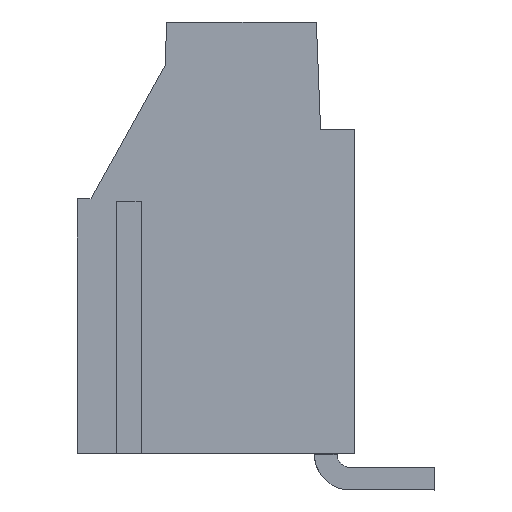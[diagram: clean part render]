
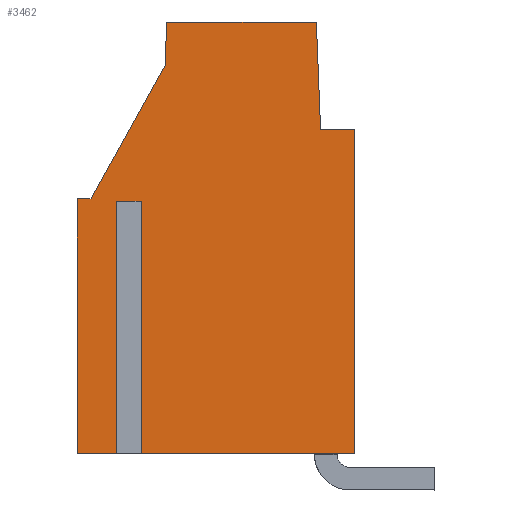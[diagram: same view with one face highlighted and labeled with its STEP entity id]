
A CAD part, left-side view. The second image highlights one B-rep face of the part: STEP entity #3462.
In plain terms, the highlighted planar face has unit normal (-1, 0, 0).
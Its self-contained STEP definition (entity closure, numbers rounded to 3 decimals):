
#3363=AXIS2_PLACEMENT_3D('Plane Axis2P3D',#3360,#3361,#3362) ;
#3263=CARTESIAN_POINT('Line Origine',(0.65,7.676,18.57)) ;
#3267=CARTESIAN_POINT('Vertex',(0.65,10.646,18.57)) ;
#3269=CARTESIAN_POINT('Vertex',(0.65,4.705,18.57)) ;
#3360=CARTESIAN_POINT('Axis2P3D Location',(0.65,-1.268,0.)) ;
#3365=CARTESIAN_POINT('Line Origine',(0.65,12.35,6.45)) ;
#3369=CARTESIAN_POINT('Vertex',(0.65,12.35,1.45)) ;
#3371=CARTESIAN_POINT('Vertex',(0.65,12.35,11.45)) ;
#3374=CARTESIAN_POINT('Line Origine',(0.65,12.15,11.45)) ;
#3378=CARTESIAN_POINT('Vertex',(0.65,11.95,11.45)) ;
#3381=CARTESIAN_POINT('Line Origine',(0.65,11.95,6.45)) ;
#3385=CARTESIAN_POINT('Vertex',(0.65,11.95,1.45)) ;
#3388=CARTESIAN_POINT('Line Origine',(0.65,7.575,1.45)) ;
#3392=CARTESIAN_POINT('Vertex',(0.65,3.2,1.45)) ;
#3395=CARTESIAN_POINT('Line Origine',(0.65,3.2,7.875)) ;
#3399=CARTESIAN_POINT('Vertex',(0.65,3.2,14.3)) ;
#3402=CARTESIAN_POINT('Line Origine',(0.65,3.869,14.3)) ;
#3406=CARTESIAN_POINT('Vertex',(0.65,4.538,14.3)) ;
#3409=CARTESIAN_POINT('Line Origine',(0.65,4.622,16.435)) ;
#3414=CARTESIAN_POINT('Line Origine',(0.65,10.676,17.71)) ;
#3418=CARTESIAN_POINT('Vertex',(0.65,10.706,16.849)) ;
#3421=CARTESIAN_POINT('Line Origine',(0.65,12.176,14.2)) ;
#3425=CARTESIAN_POINT('Vertex',(0.65,13.645,11.55)) ;
#3428=CARTESIAN_POINT('Line Origine',(0.65,13.923,11.55)) ;
#3432=CARTESIAN_POINT('Vertex',(0.65,14.2,11.55)) ;
#3435=CARTESIAN_POINT('Line Origine',(0.65,14.2,6.5)) ;
#3439=CARTESIAN_POINT('Vertex',(0.65,14.2,1.45)) ;
#3442=CARTESIAN_POINT('Line Origine',(0.65,13.275,1.45)) ;
#3264=DIRECTION('Vector Direction',(0.,1.,0.)) ;
#3361=DIRECTION('Axis2P3D Direction',(1.,0.,0.)) ;
#3362=DIRECTION('Axis2P3D XDirection',(0.,1.,0.)) ;
#3366=DIRECTION('Vector Direction',(0.,0.,1.)) ;
#3375=DIRECTION('Vector Direction',(0.,-1.,0.)) ;
#3382=DIRECTION('Vector Direction',(0.,0.,1.)) ;
#3389=DIRECTION('Vector Direction',(0.,1.,0.)) ;
#3396=DIRECTION('Vector Direction',(0.,0.,1.)) ;
#3403=DIRECTION('Vector Direction',(0.,1.,0.)) ;
#3410=DIRECTION('Vector Direction',(0.,-0.039,-0.999)) ;
#3415=DIRECTION('Vector Direction',(0.,0.035,-0.999)) ;
#3422=DIRECTION('Vector Direction',(0.,-0.485,0.875)) ;
#3429=DIRECTION('Vector Direction',(0.,-1.,0.)) ;
#3436=DIRECTION('Vector Direction',(0.,0.,-1.)) ;
#3443=DIRECTION('Vector Direction',(0.,1.,0.)) ;
#3265=VECTOR('Line Direction',#3264,1.) ;
#3367=VECTOR('Line Direction',#3366,1.) ;
#3376=VECTOR('Line Direction',#3375,1.) ;
#3383=VECTOR('Line Direction',#3382,1.) ;
#3390=VECTOR('Line Direction',#3389,1.) ;
#3397=VECTOR('Line Direction',#3396,1.) ;
#3404=VECTOR('Line Direction',#3403,1.) ;
#3411=VECTOR('Line Direction',#3410,1.) ;
#3416=VECTOR('Line Direction',#3415,1.) ;
#3423=VECTOR('Line Direction',#3422,1.) ;
#3430=VECTOR('Line Direction',#3429,1.) ;
#3437=VECTOR('Line Direction',#3436,1.) ;
#3444=VECTOR('Line Direction',#3443,1.) ;
#3448=ORIENTED_EDGE('',*,*,#3373,.T.) ;
#3449=ORIENTED_EDGE('',*,*,#3380,.T.) ;
#3450=ORIENTED_EDGE('',*,*,#3387,.F.) ;
#3451=ORIENTED_EDGE('',*,*,#3394,.F.) ;
#3452=ORIENTED_EDGE('',*,*,#3401,.F.) ;
#3453=ORIENTED_EDGE('',*,*,#3408,.F.) ;
#3454=ORIENTED_EDGE('',*,*,#3413,.F.) ;
#3455=ORIENTED_EDGE('',*,*,#3271,.F.) ;
#3456=ORIENTED_EDGE('',*,*,#3420,.F.) ;
#3457=ORIENTED_EDGE('',*,*,#3427,.F.) ;
#3458=ORIENTED_EDGE('',*,*,#3434,.F.) ;
#3459=ORIENTED_EDGE('',*,*,#3441,.F.) ;
#3460=ORIENTED_EDGE('',*,*,#3446,.F.) ;
#3462=ADVANCED_FACE('3',(#3461),#3364,.F.) ;
#3271=EDGE_CURVE('',#3268,#3270,#3266,.F.) ;
#3373=EDGE_CURVE('',#3370,#3372,#3368,.T.) ;
#3380=EDGE_CURVE('',#3372,#3379,#3377,.T.) ;
#3387=EDGE_CURVE('',#3386,#3379,#3384,.T.) ;
#3394=EDGE_CURVE('',#3393,#3386,#3391,.T.) ;
#3401=EDGE_CURVE('',#3400,#3393,#3398,.F.) ;
#3408=EDGE_CURVE('',#3407,#3400,#3405,.F.) ;
#3413=EDGE_CURVE('',#3270,#3407,#3412,.T.) ;
#3420=EDGE_CURVE('',#3419,#3268,#3417,.F.) ;
#3427=EDGE_CURVE('',#3426,#3419,#3424,.T.) ;
#3434=EDGE_CURVE('',#3433,#3426,#3431,.T.) ;
#3441=EDGE_CURVE('',#3440,#3433,#3438,.F.) ;
#3446=EDGE_CURVE('',#3370,#3440,#3445,.T.) ;
#3447=EDGE_LOOP('',(#3448,#3449,#3450,#3451,#3452,#3453,#3454,#3455,#3456,#3457,#3458,#3459,#3460)) ;
#3461=FACE_OUTER_BOUND('',#3447,.T.) ;
#3266=LINE('Line',#3263,#3265) ;
#3368=LINE('Line',#3365,#3367) ;
#3377=LINE('Line',#3374,#3376) ;
#3384=LINE('Line',#3381,#3383) ;
#3391=LINE('Line',#3388,#3390) ;
#3398=LINE('Line',#3395,#3397) ;
#3405=LINE('Line',#3402,#3404) ;
#3412=LINE('Line',#3409,#3411) ;
#3417=LINE('Line',#3414,#3416) ;
#3424=LINE('Line',#3421,#3423) ;
#3431=LINE('Line',#3428,#3430) ;
#3438=LINE('Line',#3435,#3437) ;
#3445=LINE('Line',#3442,#3444) ;
#3364=PLANE('',#3363) ;
#3268=VERTEX_POINT('',#3267) ;
#3270=VERTEX_POINT('',#3269) ;
#3370=VERTEX_POINT('',#3369) ;
#3372=VERTEX_POINT('',#3371) ;
#3379=VERTEX_POINT('',#3378) ;
#3386=VERTEX_POINT('',#3385) ;
#3393=VERTEX_POINT('',#3392) ;
#3400=VERTEX_POINT('',#3399) ;
#3407=VERTEX_POINT('',#3406) ;
#3419=VERTEX_POINT('',#3418) ;
#3426=VERTEX_POINT('',#3425) ;
#3433=VERTEX_POINT('',#3432) ;
#3440=VERTEX_POINT('',#3439) ;
